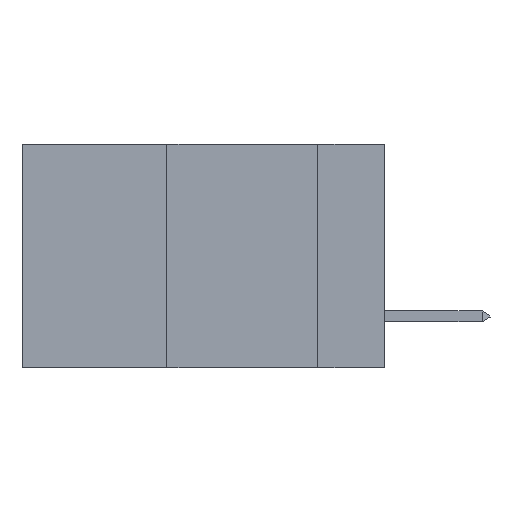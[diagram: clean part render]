
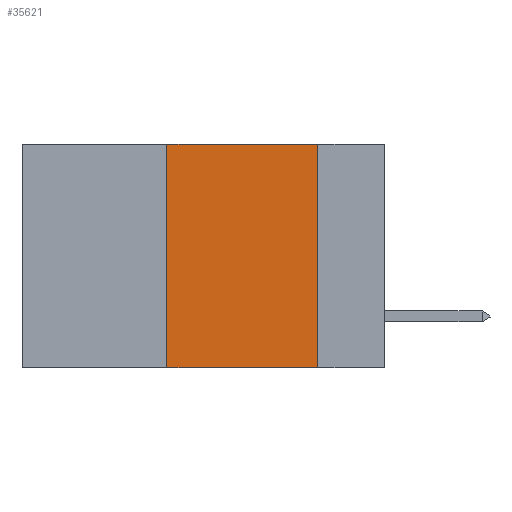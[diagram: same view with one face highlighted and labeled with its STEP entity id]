
A CAD part, left-side view. The second image highlights one B-rep face of the part: STEP entity #35621.
In plain terms, the highlighted planar face has unit normal (-1, 0, 0).
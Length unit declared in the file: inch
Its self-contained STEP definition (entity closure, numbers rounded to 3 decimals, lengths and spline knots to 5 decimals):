
#639 = EDGE_CURVE ( 'NONE', #40299, #16141, #34533, .T. ) ;
#3317 = FACE_OUTER_BOUND ( 'NONE', #28889, .T. ) ;
#3567 = DIRECTION ( 'NONE',  ( 0., -1., 0. ) ) ;
#4288 = EDGE_CURVE ( 'NONE', #42596, #31360, #40458, .T. ) ;
#4370 = LINE ( 'NONE', #10251, #26059 ) ;
#6729 = LINE ( 'NONE', #23820, #34647 ) ;
#10251 = CARTESIAN_POINT ( 'NONE',  ( 0., 0.36, 0. ) ) ;
#10320 = CARTESIAN_POINT ( 'NONE',  ( 0., 0.6, 0. ) ) ;
#13078 = CARTESIAN_POINT ( 'NONE',  ( 0., 0.6, 0. ) ) ;
#13794 = CARTESIAN_POINT ( 'NONE',  ( 0., 0.11, 0. ) ) ;
#16141 = VERTEX_POINT ( 'NONE', #33959 ) ;
#18833 = ORIENTED_EDGE ( 'NONE', *, *, #23651, .F. ) ;
#19795 = DIRECTION ( 'NONE',  ( 0., 0., -1. ) ) ;
#21930 = CARTESIAN_POINT ( 'NONE',  ( 0., 0.6, -0.37 ) ) ;
#23651 = EDGE_CURVE ( 'NONE', #31360, #16141, #6729, .T. ) ;
#23820 = CARTESIAN_POINT ( 'NONE',  ( 0., 0.11, 0. ) ) ;
#24124 = DIRECTION ( 'NONE',  ( 0., -1., 0. ) ) ;
#26059 = VECTOR ( 'NONE', #46004, 39.37008 ) ;
#27384 = ORIENTED_EDGE ( 'NONE', *, *, #45992, .F. ) ;
#28663 = DIRECTION ( 'NONE',  ( 1., 0., 0. ) ) ;
#28889 = EDGE_LOOP ( 'NONE', ( #18833, #35797, #27384, #41231 ) ) ;
#31360 = VERTEX_POINT ( 'NONE', #13794 ) ;
#33070 = AXIS2_PLACEMENT_3D ( 'NONE', #10320, #28663, #35867 ) ;
#33959 = CARTESIAN_POINT ( 'NONE',  ( 0., 0.11, -0.37 ) ) ;
#34533 = LINE ( 'NONE', #21930, #40823 ) ;
#34647 = VECTOR ( 'NONE', #19795, 39.37008 ) ;
#35621 = ADVANCED_FACE ( 'NONE', ( #3317 ), #46711, .F. ) ;
#35797 = ORIENTED_EDGE ( 'NONE', *, *, #4288, .F. ) ;
#35867 = DIRECTION ( 'NONE',  ( 0., 0., -1. ) ) ;
#37136 = CARTESIAN_POINT ( 'NONE',  ( 0., 0.36, 0. ) ) ;
#40299 = VERTEX_POINT ( 'NONE', #46485 ) ;
#40458 = LINE ( 'NONE', #13078, #43337 ) ;
#40823 = VECTOR ( 'NONE', #3567, 39.37008 ) ;
#41231 = ORIENTED_EDGE ( 'NONE', *, *, #639, .T. ) ;
#42596 = VERTEX_POINT ( 'NONE', #37136 ) ;
#43337 = VECTOR ( 'NONE', #24124, 39.37008 ) ;
#45992 = EDGE_CURVE ( 'NONE', #40299, #42596, #4370, .T. ) ;
#46004 = DIRECTION ( 'NONE',  ( 0., 0., 1. ) ) ;
#46485 = CARTESIAN_POINT ( 'NONE',  ( 0., 0.36, -0.37 ) ) ;
#46711 = PLANE ( 'NONE',  #33070 ) ;
